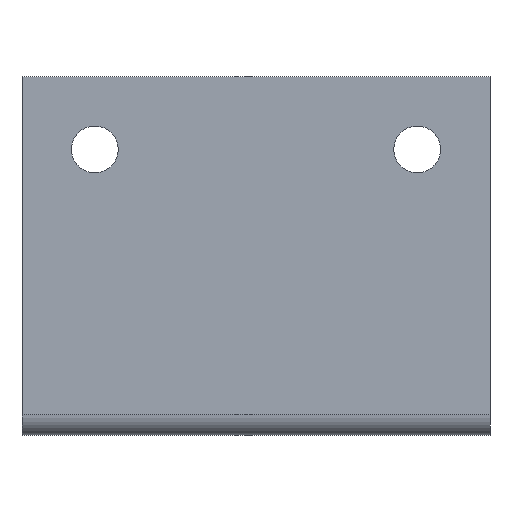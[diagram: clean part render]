
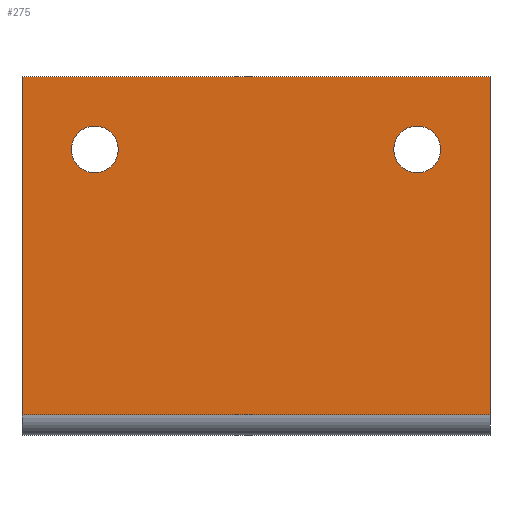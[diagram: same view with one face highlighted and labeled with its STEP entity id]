
A CAD part, left-side view. The second image highlights one B-rep face of the part: STEP entity #275.
In plain terms, the highlighted planar face has unit normal (-1, 0, 0).
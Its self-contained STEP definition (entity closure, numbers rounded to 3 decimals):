
#15=FACE_BOUND('',#60,.T.);
#16=FACE_BOUND('',#61,.T.);
#27=PLANE('',#321);
#43=FACE_OUTER_BOUND('',#59,.T.);
#59=EDGE_LOOP('',(#237,#238,#239,#240));
#60=EDGE_LOOP('',(#241));
#61=EDGE_LOOP('',(#242));
#70=LINE('',#429,#96);
#85=LINE('',#465,#111);
#88=LINE('',#471,#114);
#89=LINE('',#472,#115);
#96=VECTOR('',#350,10.);
#111=VECTOR('',#389,10.);
#114=VECTOR('',#394,10.);
#115=VECTOR('',#395,10.);
#121=CIRCLE('',#302,2.25);
#124=CIRCLE('',#306,2.25);
#131=VERTEX_POINT('',#411);
#134=VERTEX_POINT('',#419);
#137=VERTEX_POINT('',#426);
#138=VERTEX_POINT('',#428);
#147=VERTEX_POINT('',#464);
#149=VERTEX_POINT('',#470);
#154=EDGE_CURVE('',#131,#131,#121,.T.);
#158=EDGE_CURVE('',#134,#134,#124,.T.);
#161=EDGE_CURVE('',#138,#137,#70,.T.);
#179=EDGE_CURVE('',#147,#138,#85,.T.);
#182=EDGE_CURVE('',#137,#149,#88,.T.);
#183=EDGE_CURVE('',#149,#147,#89,.T.);
#237=ORIENTED_EDGE('',*,*,#161,.T.);
#238=ORIENTED_EDGE('',*,*,#182,.T.);
#239=ORIENTED_EDGE('',*,*,#183,.T.);
#240=ORIENTED_EDGE('',*,*,#179,.T.);
#241=ORIENTED_EDGE('',*,*,#154,.T.);
#242=ORIENTED_EDGE('',*,*,#158,.T.);
#275=ADVANCED_FACE('',(#43,#15,#16),#27,.F.);
#302=AXIS2_PLACEMENT_3D('',#413,#334,#335);
#306=AXIS2_PLACEMENT_3D('',#421,#343,#344);
#321=AXIS2_PLACEMENT_3D('',#469,#392,#393);
#334=DIRECTION('center_axis',(1.,0.,0.));
#335=DIRECTION('ref_axis',(0.,0.,-1.));
#343=DIRECTION('center_axis',(1.,0.,0.));
#344=DIRECTION('ref_axis',(0.,0.,-1.));
#350=DIRECTION('',(0.,-1.,0.));
#389=DIRECTION('',(0.,0.,-1.));
#392=DIRECTION('center_axis',(1.,0.,0.));
#393=DIRECTION('ref_axis',(0.,0.,-1.));
#394=DIRECTION('',(0.,0.,1.));
#395=DIRECTION('',(0.,1.,0.));
#411=CARTESIAN_POINT('',(0.,38.,-4.75));
#413=CARTESIAN_POINT('Origin',(0.,38.,-7.));
#419=CARTESIAN_POINT('',(0.,7.,-4.75));
#421=CARTESIAN_POINT('Origin',(0.,7.,-7.));
#426=CARTESIAN_POINT('',(0.,0.,-32.5));
#428=CARTESIAN_POINT('',(0.,45.,-32.5));
#429=CARTESIAN_POINT('',(0.,33.75,-32.5));
#464=CARTESIAN_POINT('',(0.,45.,0.));
#465=CARTESIAN_POINT('',(0.,45.,0.));
#469=CARTESIAN_POINT('Origin',(0.,22.5,-17.25));
#470=CARTESIAN_POINT('',(0.,0.,0.));
#471=CARTESIAN_POINT('',(0.,0.,-34.5));
#472=CARTESIAN_POINT('',(0.,0.,0.));
